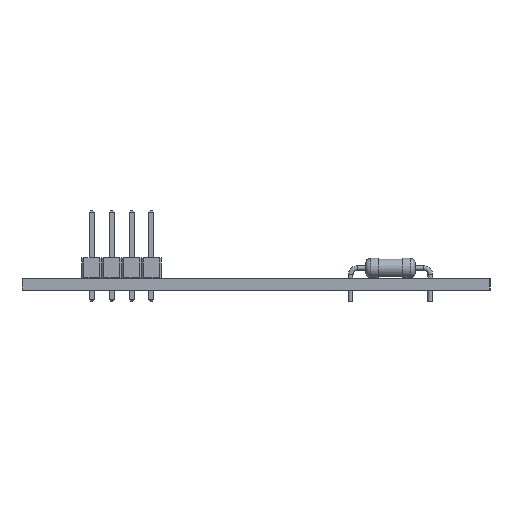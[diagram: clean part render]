
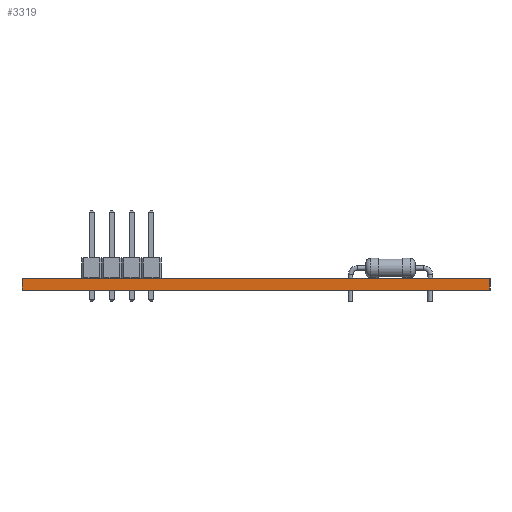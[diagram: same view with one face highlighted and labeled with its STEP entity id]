
A CAD part, left-side view. The second image highlights one B-rep face of the part: STEP entity #3319.
In plain terms, the highlighted planar face has unit normal (-1, 0, 0).
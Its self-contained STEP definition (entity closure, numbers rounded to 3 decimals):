
#3263 = VERTEX_POINT('',#3264);
#3264 = CARTESIAN_POINT('',(73.025,-135.89,1.51));
#3270 = EDGE_CURVE('',#3271,#3263,#3273,.T.);
#3271 = VERTEX_POINT('',#3272);
#3272 = CARTESIAN_POINT('',(73.025,-135.89,0.));
#3273 = LINE('',#3274,#3275);
#3274 = CARTESIAN_POINT('',(73.025,-135.89,0.));
#3275 = VECTOR('',#3276,1.);
#3276 = DIRECTION('',(0.,0.,1.));
#3319 = ADVANCED_FACE('',(#3320),#3345,.T.);
#3320 = FACE_BOUND('',#3321,.T.);
#3321 = EDGE_LOOP('',(#3322,#3323,#3331,#3339));
#3322 = ORIENTED_EDGE('',*,*,#3270,.T.);
#3323 = ORIENTED_EDGE('',*,*,#3324,.T.);
#3324 = EDGE_CURVE('',#3263,#3325,#3327,.T.);
#3325 = VERTEX_POINT('',#3326);
#3326 = CARTESIAN_POINT('',(73.025,-76.2,1.51));
#3327 = LINE('',#3328,#3329);
#3328 = CARTESIAN_POINT('',(73.025,-135.89,1.51));
#3329 = VECTOR('',#3330,1.);
#3330 = DIRECTION('',(0.,1.,0.));
#3331 = ORIENTED_EDGE('',*,*,#3332,.F.);
#3332 = EDGE_CURVE('',#3333,#3325,#3335,.T.);
#3333 = VERTEX_POINT('',#3334);
#3334 = CARTESIAN_POINT('',(73.025,-76.2,0.));
#3335 = LINE('',#3336,#3337);
#3336 = CARTESIAN_POINT('',(73.025,-76.2,0.));
#3337 = VECTOR('',#3338,1.);
#3338 = DIRECTION('',(0.,0.,1.));
#3339 = ORIENTED_EDGE('',*,*,#3340,.F.);
#3340 = EDGE_CURVE('',#3271,#3333,#3341,.T.);
#3341 = LINE('',#3342,#3343);
#3342 = CARTESIAN_POINT('',(73.025,-135.89,0.));
#3343 = VECTOR('',#3344,1.);
#3344 = DIRECTION('',(0.,1.,0.));
#3345 = PLANE('',#3346);
#3346 = AXIS2_PLACEMENT_3D('',#3347,#3348,#3349);
#3347 = CARTESIAN_POINT('',(73.025,-135.89,0.));
#3348 = DIRECTION('',(-1.,0.,0.));
#3349 = DIRECTION('',(0.,1.,0.));
